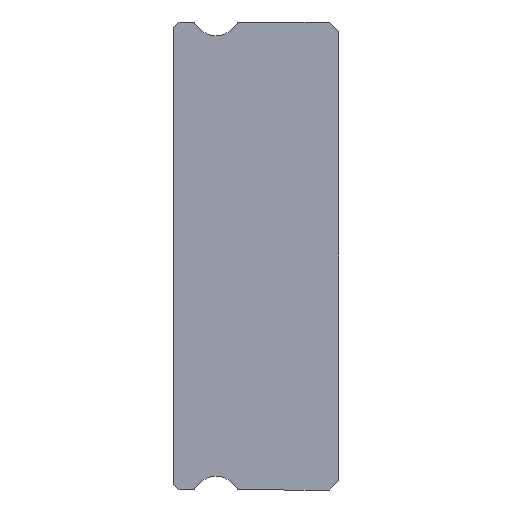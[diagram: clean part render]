
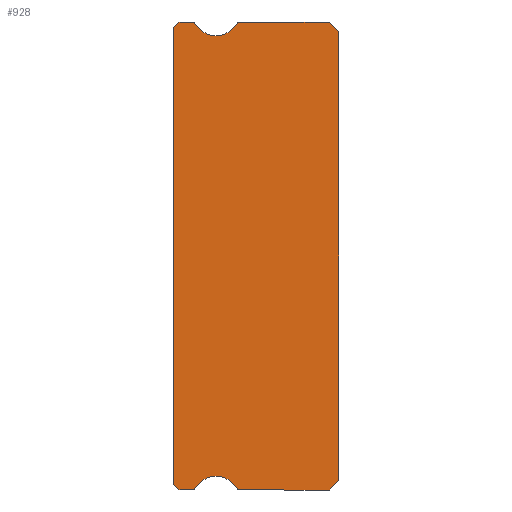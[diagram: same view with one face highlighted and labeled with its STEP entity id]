
A CAD part, left-side view. The second image highlights one B-rep face of the part: STEP entity #928.
In plain terms, the highlighted planar face has unit normal (-1, 0, 0).
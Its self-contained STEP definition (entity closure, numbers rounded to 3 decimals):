
#7 = DIRECTION ( 'NONE',  ( 0., 1., 0. ) ) ;
#17 = DIRECTION ( 'NONE',  ( 0., 0., -1. ) ) ;
#21 = ORIENTED_EDGE ( 'NONE', *, *, #1666, .F. ) ;
#35 = CARTESIAN_POINT ( 'NONE',  ( -20., 8.5, 11.85 ) ) ;
#42 = ORIENTED_EDGE ( 'NONE', *, *, #1730, .F. ) ;
#61 = EDGE_LOOP ( 'NONE', ( #735, #527, #1326, #1463, #227, #1640, #21, #488, #1390, #2044, #42, #797, #125, #1220, #1632, #405, #1229 ) ) ;
#106 = CARTESIAN_POINT ( 'NONE',  ( -20., 0., -11.5 ) ) ;
#109 = EDGE_CURVE ( 'NONE', #521, #1564, #476, .T. ) ;
#119 = VECTOR ( 'NONE', #1968, 1000. ) ;
#125 = ORIENTED_EDGE ( 'NONE', *, *, #967, .F. ) ;
#130 = CARTESIAN_POINT ( 'NONE',  ( -20., 7.512, 12. ) ) ;
#135 = VERTEX_POINT ( 'NONE', #247 ) ;
#147 = CARTESIAN_POINT ( 'NONE',  ( -20., 7.512, -12. ) ) ;
#157 = AXIS2_PLACEMENT_3D ( 'NONE', #299, #1428, #648 ) ;
#159 = DIRECTION ( 'NONE',  ( 0., 0., -1. ) ) ;
#162 = CARTESIAN_POINT ( 'NONE',  ( -20., 5.217, 11.925 ) ) ;
#218 = CARTESIAN_POINT ( 'NONE',  ( -20., 7.383, 11.925 ) ) ;
#223 = CARTESIAN_POINT ( 'NONE',  ( -20., 0.5, 12. ) ) ;
#224 = EDGE_CURVE ( 'NONE', #848, #755, #1679, .T. ) ;
#227 = ORIENTED_EDGE ( 'NONE', *, *, #109, .F. ) ;
#228 = VERTEX_POINT ( 'NONE', #130 ) ;
#247 = CARTESIAN_POINT ( 'NONE',  ( -20., 8.2, 12. ) ) ;
#253 = CARTESIAN_POINT ( 'NONE',  ( -20., 5.217, -11.925 ) ) ;
#293 = CARTESIAN_POINT ( 'NONE',  ( -20., 7.512, 11.85 ) ) ;
#299 = CARTESIAN_POINT ( 'NONE',  ( -20., 5.088, 11.85 ) ) ;
#343 = VECTOR ( 'NONE', #997, 1000. ) ;
#379 = LINE ( 'NONE', #35, #343 ) ;
#405 = ORIENTED_EDGE ( 'NONE', *, *, #1296, .T. ) ;
#423 = LINE ( 'NONE', #106, #1355 ) ;
#456 = DIRECTION ( 'NONE',  ( -1., 0., 0. ) ) ;
#473 = EDGE_CURVE ( 'NONE', #860, #541, #423, .T. ) ;
#476 = CIRCLE ( 'NONE', #1639, 1.25 ) ;
#480 = CARTESIAN_POINT ( 'NONE',  ( -20., 8.2, -12. ) ) ;
#488 = ORIENTED_EDGE ( 'NONE', *, *, #473, .F. ) ;
#489 = CARTESIAN_POINT ( 'NONE',  ( -20., 0.5, -12. ) ) ;
#495 = AXIS2_PLACEMENT_3D ( 'NONE', #1140, #1782, #1623 ) ;
#517 = VECTOR ( 'NONE', #1749, 1000. ) ;
#521 = VERTEX_POINT ( 'NONE', #253 ) ;
#527 = ORIENTED_EDGE ( 'NONE', *, *, #1510, .T. ) ;
#541 = VERTEX_POINT ( 'NONE', #489 ) ;
#555 = FACE_OUTER_BOUND ( 'NONE', #61, .T. ) ;
#565 = LINE ( 'NONE', #732, #1801 ) ;
#615 = CARTESIAN_POINT ( 'NONE',  ( -20., 6.3, 12.55 ) ) ;
#616 = CARTESIAN_POINT ( 'NONE',  ( -20., 5.088, -12. ) ) ;
#622 = CARTESIAN_POINT ( 'NONE',  ( -20., 7.512, 12. ) ) ;
#628 = VERTEX_POINT ( 'NONE', #1565 ) ;
#636 = CARTESIAN_POINT ( 'NONE',  ( -20., 8.2, -12. ) ) ;
#648 = DIRECTION ( 'NONE',  ( 0., 0., -1. ) ) ;
#650 = EDGE_CURVE ( 'NONE', #1531, #628, #1325, .T. ) ;
#658 = LINE ( 'NONE', #1461, #1108 ) ;
#660 = CARTESIAN_POINT ( 'NONE',  ( -20., 7.512, -12. ) ) ;
#664 = EDGE_CURVE ( 'NONE', #775, #1792, #958, .T. ) ;
#676 = VERTEX_POINT ( 'NONE', #1580 ) ;
#693 = CIRCLE ( 'NONE', #495, 0.15 ) ;
#698 = PLANE ( 'NONE',  #1187 ) ;
#724 = AXIS2_PLACEMENT_3D ( 'NONE', #1450, #2063, #17 ) ;
#732 = CARTESIAN_POINT ( 'NONE',  ( -20., 8.2, 12. ) ) ;
#735 = ORIENTED_EDGE ( 'NONE', *, *, #1911, .F. ) ;
#743 = DIRECTION ( 'NONE',  ( 0., 0.707, -0.707 ) ) ;
#753 = DIRECTION ( 'NONE',  ( -1., 0., 0. ) ) ;
#755 = VERTEX_POINT ( 'NONE', #785 ) ;
#775 = VERTEX_POINT ( 'NONE', #636 ) ;
#785 = CARTESIAN_POINT ( 'NONE',  ( -20., 6.3, 11.3 ) ) ;
#791 = DIRECTION ( 'NONE',  ( 1., 0., 0. ) ) ;
#797 = ORIENTED_EDGE ( 'NONE', *, *, #650, .F. ) ;
#805 = DIRECTION ( 'NONE',  ( 0., 0., -1. ) ) ;
#816 = DIRECTION ( 'NONE',  ( -1., 0., 0. ) ) ;
#824 = DIRECTION ( 'NONE',  ( 0., 0., 1. ) ) ;
#848 = VERTEX_POINT ( 'NONE', #218 ) ;
#860 = VERTEX_POINT ( 'NONE', #1661 ) ;
#873 = LINE ( 'NONE', #1205, #1098 ) ;
#928 = ADVANCED_FACE ( 'NONE', ( #555 ), #698, .F. ) ;
#955 = DIRECTION ( 'NONE',  ( 0., -0.707, -0.707 ) ) ;
#958 = LINE ( 'NONE', #660, #1523 ) ;
#967 = EDGE_CURVE ( 'NONE', #755, #1531, #1349, .T. ) ;
#971 = CARTESIAN_POINT ( 'NONE',  ( -20., 7.383, -11.925 ) ) ;
#987 = CARTESIAN_POINT ( 'NONE',  ( -20., 0.5, 12. ) ) ;
#994 = EDGE_CURVE ( 'NONE', #860, #676, #1578, .T. ) ;
#997 = DIRECTION ( 'NONE',  ( 0., 0., 1. ) ) ;
#1029 = EDGE_CURVE ( 'NONE', #1564, #1792, #1817, .T. ) ;
#1039 = CIRCLE ( 'NONE', #1671, 0.15 ) ;
#1089 = DIRECTION ( 'NONE',  ( 0., 0., -1. ) ) ;
#1096 = VERTEX_POINT ( 'NONE', #987 ) ;
#1098 = VECTOR ( 'NONE', #743, 1000. ) ;
#1108 = VECTOR ( 'NONE', #7, 1000. ) ;
#1140 = CARTESIAN_POINT ( 'NONE',  ( -20., 5.088, -11.85 ) ) ;
#1187 = AXIS2_PLACEMENT_3D ( 'NONE', #1821, #1970, #1359 ) ;
#1205 = CARTESIAN_POINT ( 'NONE',  ( -20., 8.5, 11.7 ) ) ;
#1220 = ORIENTED_EDGE ( 'NONE', *, *, #224, .F. ) ;
#1227 = DIRECTION ( 'NONE',  ( 0., 0., -1. ) ) ;
#1229 = ORIENTED_EDGE ( 'NONE', *, *, #1233, .T. ) ;
#1233 = EDGE_CURVE ( 'NONE', #135, #1283, #873, .T. ) ;
#1283 = VERTEX_POINT ( 'NONE', #1517 ) ;
#1291 = DIRECTION ( 'NONE',  ( 0., -1., 0. ) ) ;
#1295 = CARTESIAN_POINT ( 'NONE',  ( -20., 8.5, -11.7 ) ) ;
#1296 = EDGE_CURVE ( 'NONE', #228, #135, #565, .T. ) ;
#1314 = AXIS2_PLACEMENT_3D ( 'NONE', #1740, #816, #805 ) ;
#1325 = CIRCLE ( 'NONE', #157, 0.15 ) ;
#1326 = ORIENTED_EDGE ( 'NONE', *, *, #664, .T. ) ;
#1349 = CIRCLE ( 'NONE', #1519, 1.25 ) ;
#1355 = VECTOR ( 'NONE', #2010, 1000. ) ;
#1359 = DIRECTION ( 'NONE',  ( 0., 0., -1. ) ) ;
#1363 = VERTEX_POINT ( 'NONE', #616 ) ;
#1390 = ORIENTED_EDGE ( 'NONE', *, *, #994, .T. ) ;
#1428 = DIRECTION ( 'NONE',  ( 1., 0., 0. ) ) ;
#1437 = CARTESIAN_POINT ( 'NONE',  ( -20., 0., 11.5 ) ) ;
#1450 = CARTESIAN_POINT ( 'NONE',  ( -20., 7.512, -11.85 ) ) ;
#1461 = CARTESIAN_POINT ( 'NONE',  ( -20., 7.512, -12. ) ) ;
#1463 = ORIENTED_EDGE ( 'NONE', *, *, #1029, .F. ) ;
#1510 = EDGE_CURVE ( 'NONE', #1910, #775, #1916, .T. ) ;
#1517 = CARTESIAN_POINT ( 'NONE',  ( -20., 8.5, 11.7 ) ) ;
#1519 = AXIS2_PLACEMENT_3D ( 'NONE', #615, #456, #1089 ) ;
#1523 = VECTOR ( 'NONE', #1291, 1000. ) ;
#1531 = VERTEX_POINT ( 'NONE', #162 ) ;
#1541 = CARTESIAN_POINT ( 'NONE',  ( -20., 6.3, -12.55 ) ) ;
#1564 = VERTEX_POINT ( 'NONE', #971 ) ;
#1565 = CARTESIAN_POINT ( 'NONE',  ( -20., 5.088, 12. ) ) ;
#1578 = LINE ( 'NONE', #1437, #1583 ) ;
#1580 = CARTESIAN_POINT ( 'NONE',  ( -20., 0., 11.5 ) ) ;
#1583 = VECTOR ( 'NONE', #824, 1000. ) ;
#1623 = DIRECTION ( 'NONE',  ( 0., 0., -1. ) ) ;
#1632 = ORIENTED_EDGE ( 'NONE', *, *, #1747, .F. ) ;
#1639 = AXIS2_PLACEMENT_3D ( 'NONE', #1541, #753, #1227 ) ;
#1640 = ORIENTED_EDGE ( 'NONE', *, *, #2025, .F. ) ;
#1643 = LINE ( 'NONE', #223, #119 ) ;
#1661 = CARTESIAN_POINT ( 'NONE',  ( -20., 0., -11.5 ) ) ;
#1664 = VECTOR ( 'NONE', #955, 1000. ) ;
#1666 = EDGE_CURVE ( 'NONE', #541, #1363, #658, .T. ) ;
#1671 = AXIS2_PLACEMENT_3D ( 'NONE', #293, #791, #159 ) ;
#1679 = CIRCLE ( 'NONE', #1314, 1.25 ) ;
#1730 = EDGE_CURVE ( 'NONE', #628, #1096, #1736, .T. ) ;
#1736 = LINE ( 'NONE', #622, #517 ) ;
#1740 = CARTESIAN_POINT ( 'NONE',  ( -20., 6.3, 12.55 ) ) ;
#1747 = EDGE_CURVE ( 'NONE', #228, #848, #1039, .T. ) ;
#1749 = DIRECTION ( 'NONE',  ( 0., -1., 0. ) ) ;
#1782 = DIRECTION ( 'NONE',  ( 1., 0., 0. ) ) ;
#1792 = VERTEX_POINT ( 'NONE', #147 ) ;
#1801 = VECTOR ( 'NONE', #1804, 1000. ) ;
#1804 = DIRECTION ( 'NONE',  ( 0., 1., 0. ) ) ;
#1817 = CIRCLE ( 'NONE', #724, 0.15 ) ;
#1821 = CARTESIAN_POINT ( 'NONE',  ( -20., 7.512, 11.85 ) ) ;
#1910 = VERTEX_POINT ( 'NONE', #1295 ) ;
#1911 = EDGE_CURVE ( 'NONE', #1910, #1283, #379, .T. ) ;
#1916 = LINE ( 'NONE', #480, #1664 ) ;
#1968 = DIRECTION ( 'NONE',  ( 0., -0.707, -0.707 ) ) ;
#1970 = DIRECTION ( 'NONE',  ( 1., 0., 0. ) ) ;
#1985 = EDGE_CURVE ( 'NONE', #1096, #676, #1643, .T. ) ;
#2010 = DIRECTION ( 'NONE',  ( 0., 0.707, -0.707 ) ) ;
#2025 = EDGE_CURVE ( 'NONE', #1363, #521, #693, .T. ) ;
#2044 = ORIENTED_EDGE ( 'NONE', *, *, #1985, .F. ) ;
#2063 = DIRECTION ( 'NONE',  ( 1., 0., 0. ) ) ;
